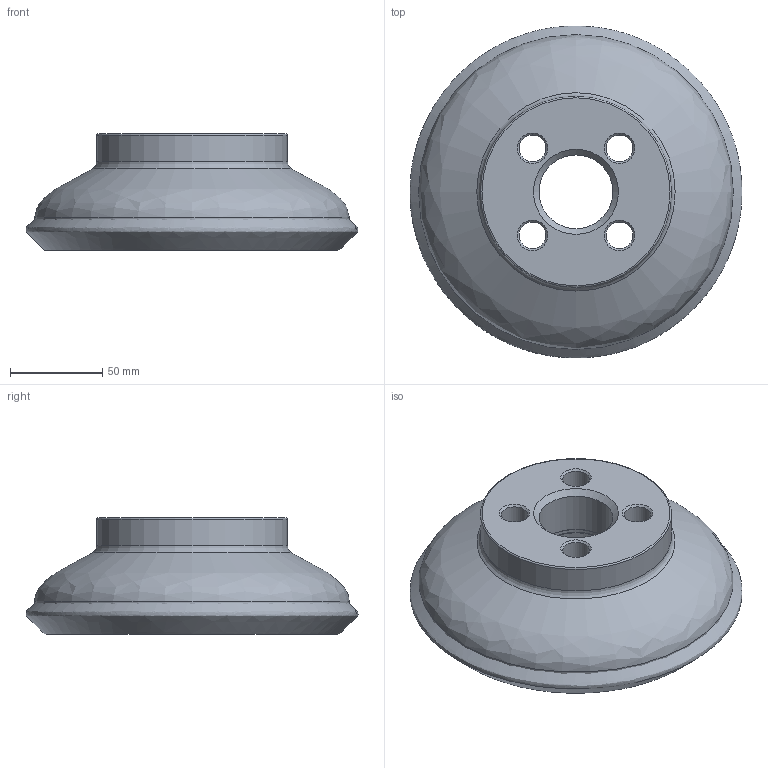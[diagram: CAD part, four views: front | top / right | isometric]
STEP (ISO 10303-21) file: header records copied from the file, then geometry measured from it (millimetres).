
FILE_DESCRIPTION(/* description */ (''),/* implementation_level */ '2;1');
FILE_NAME(/* name */ 'toolassembly_1.stp',/* time_stamp */ '2019-09-03T15:01:50+02:00',/* author */ (''),/* organization */ ('SMS'),/* preprocessor_version */ 'ST-DEVELOPER v16.7',/* originating_system */ 'SIEMENS PLM Software NX 12.0',/* authorisation */ '');
FILE_SCHEMA (('AUTOMOTIVE_DESIGN { 1 0 10303 214 3 1 1 1 }'));
Length unit declared in the file: millimetre
Products named in the file (4): CUT_20190903150116; NOCUT_20190903150101; ASSEMBLY_CONSTRUCTION; TOOLASSEMBLY_1
Assembly tree (3 placements, depth 2):
  TOOLASSEMBLY_1
    ASSEMBLY_CONSTRUCTION
    NOCUT_20190903150101
    CUT_20190903150116
Bounding box: 179.84 x 179.88 x 63 mm (x, y, z)
Volume: 805074.4 mm3; surface area: 108707.3 mm2
Topology: 2 solids, 2 shells, 35 faces, 77 edges, 57 vertices
Faces by surface type: cone 12, cylinder 9, torus 7, plane 4, revolution 2, bspline 1
Full cylindrical faces by diameter (mm): 14.5 x4, 40.013 x1, 40.3 x1, 88.5 x1, 103.5 x1, 170.494 x1
Entity records: 10248 total; most frequent: CARTESIAN_POINT 9375, DIRECTION 172, AXIS2_PLACEMENT_3D 85, FACE_BOUND 77, EDGE_LOOP 76, ORIENTED_EDGE 76, VERTEX_POINT 39, EDGE_CURVE 38
